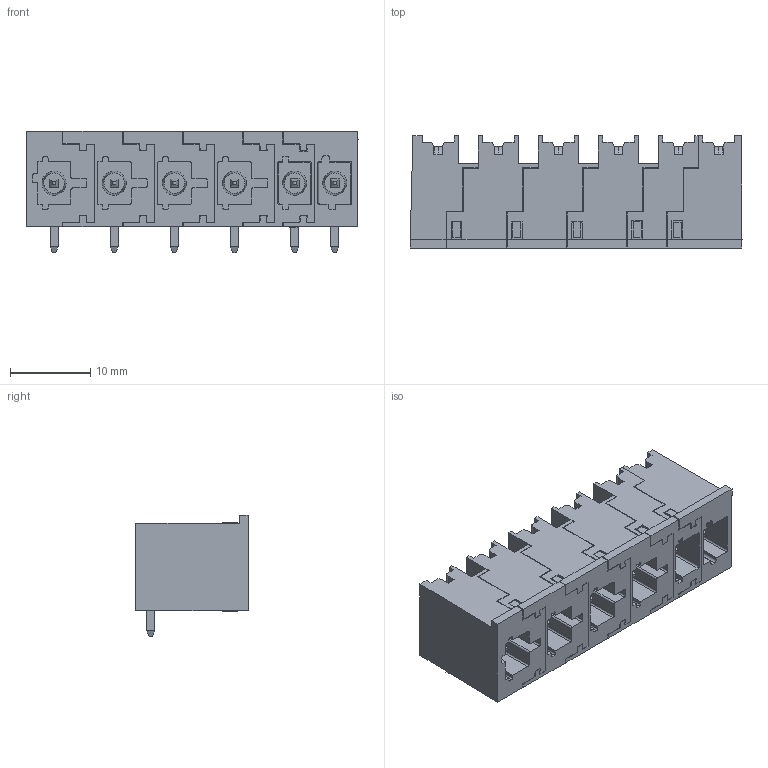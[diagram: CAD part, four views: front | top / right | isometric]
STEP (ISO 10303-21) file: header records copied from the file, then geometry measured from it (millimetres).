
FILE_DESCRIPTION(('CATIA V5 STEP Exchange','CAx-IF Rec.Pracs.--- Model Styling and Organization---1.4--- 2014-01-23'),'2;1');
FILE_NAME ('1361769-2_0_8000078337_8000078337.stp','2021-10-26T11:24:14+00:00',('none'),('Weidmueller'),'CATIA Version 5-6 Release 2016 SP3 HF44','CATIA V5 STEP AP214','none');
FILE_SCHEMA(('AUTOMOTIVE_DESIGN { 1 0 10303 214 1 1 1 1 }'));
Length unit declared in the file: millimetre
Products named in the file (1): 8000078337
Bounding box: 41.4 x 14 x 15.1 mm (x, y, z)
Volume: 4331.5 mm3; surface area: 7062.9 mm2
Topology: 12 solids, 12 shells, 738 faces, 2078 edges, 1375 vertices
Faces by surface type: plane 628, extrusion 48, cylinder 26, revolution 24, cone 12
Entity records: 24802 total; most frequent: CARTESIAN_POINT 5934, ORIENTED_EDGE 4156, DIRECTION 3334, EDGE_CURVE 2078, VECTOR 1900, LINE 1852, VERTEX_POINT 1375, EDGE_LOOP 781
